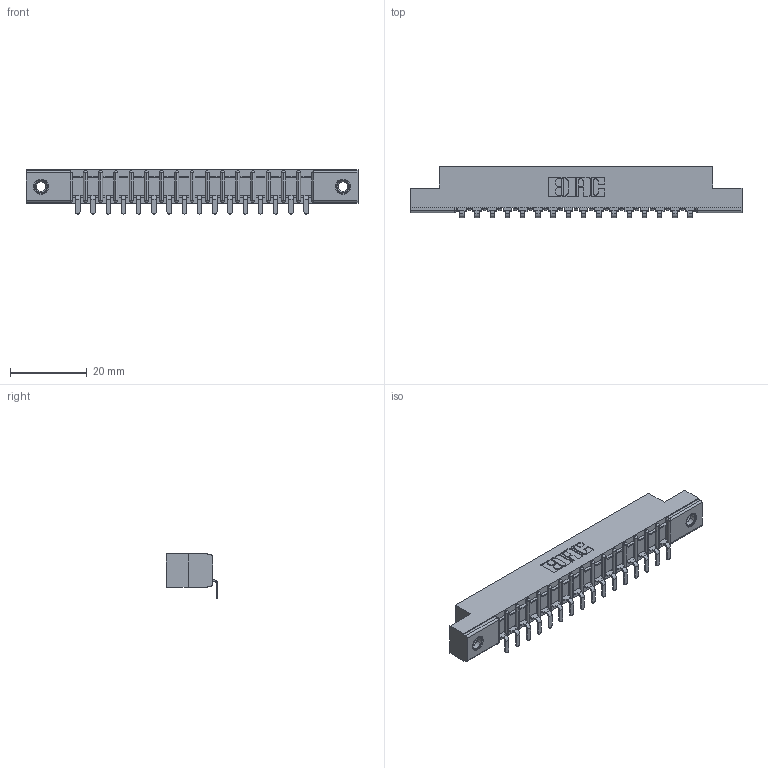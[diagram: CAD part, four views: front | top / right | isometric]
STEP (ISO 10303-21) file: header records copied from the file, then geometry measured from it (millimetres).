
FILE_DESCRIPTION (( 'STEP AP203' ), '1' );
FILE_NAME ('357-016-553-107.STEP', '2018-08-08T02:22:27', ( '' ), ( '' ), 'SwSTEP 2.0', 'SolidWorks 2016', '' );
FILE_SCHEMA (( 'CONFIG_CONTROL_DESIGN' ));
Length unit declared in the file: inch
Products named in the file (4): 307 Part_.156 Dia Mounting Holes; 307-290-002_553; 345-250-001_345-250-005-103; 357-016-553-107
Assembly tree (19 placements, depth 2):
  357-016-553-107
    307 Part_.156 Dia Mounting Holes
    307-290-002_553  x16
    345-250-001_345-250-005-103  x2
Bounding box: 86.41 x 13.32 x 11.51 mm (x, y, z)
Volume: 5687.9 mm3; surface area: 10052.2 mm2
Topology: 19 solids, 19 shells, 1443 faces, 4363 edges, 2854 vertices
Faces by surface type: plane 854, cylinder 539, sphere 34, cone 12, torus 4
Entity records: 18961 total; most frequent: CARTESIAN_POINT 3175, ORIENTED_EDGE 3158, DIRECTION 3107, EDGE_CURVE 1579, VECTOR 1195, LINE 1195, VERTEX_POINT 1024, AXIS2_PLACEMENT_3D 956
